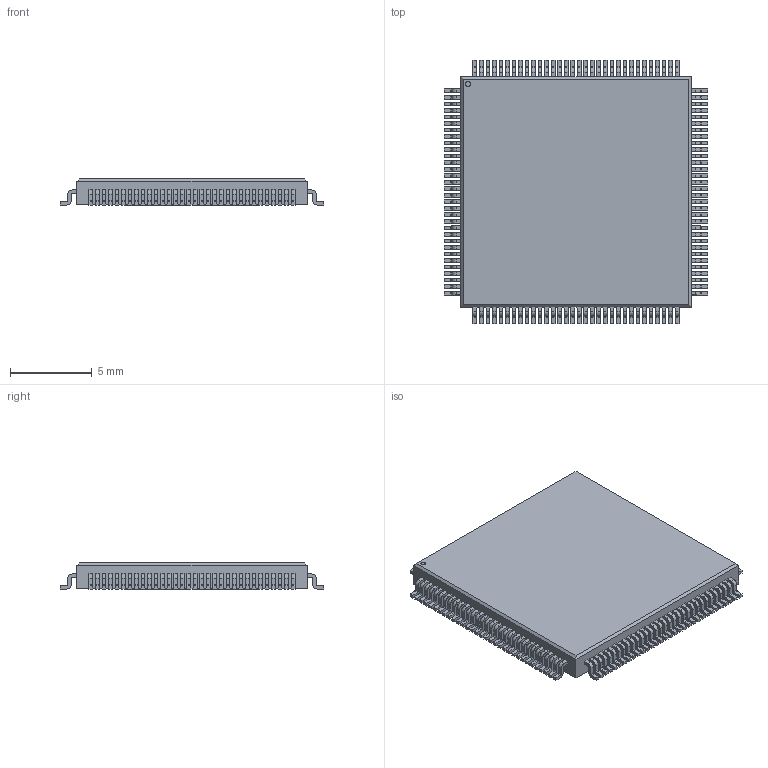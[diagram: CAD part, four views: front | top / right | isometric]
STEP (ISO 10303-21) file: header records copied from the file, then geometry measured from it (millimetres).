
FILE_DESCRIPTION(/* description */ (''),/* implementation_level */ '2;1');
FILE_NAME(/* name */ 'qfp_1635154218732.stp',/* time_stamp */ '2021-10-25T09:30:27Z',/* author */ (''),/* organization */ (''),/* preprocessor_version */ 'ST-DEVELOPER v19',/* originating_system */ 'ASM',/* authorisation */ '');
FILE_SCHEMA (('AUTOMOTIVE_DESIGN { 1 0 10303 214 3 1 1 }'));
Length unit declared in the file: millimetre
Products named in the file (1): qfp_1635154218732
Bounding box: 16.15 x 16.15 x 1.6 mm (x, y, z)
Volume: 320.3 mm3; surface area: 658.9 mm2
Topology: 1 solids, 1 shells, 1681 faces, 4643 edges, 3094 vertices
Faces by surface type: plane 1168, cylinder 513
Full cylindrical faces by diameter (mm): 0.3 x1
Entity records: 55144 total; most frequent: CARTESIAN_POINT 9419, ORIENTED_EDGE 9286, DIRECTION 9033, EDGE_CURVE 4643, LINE 3617, VECTOR 3617, VERTEX_POINT 3094, AXIS2_PLACEMENT_3D 2708
